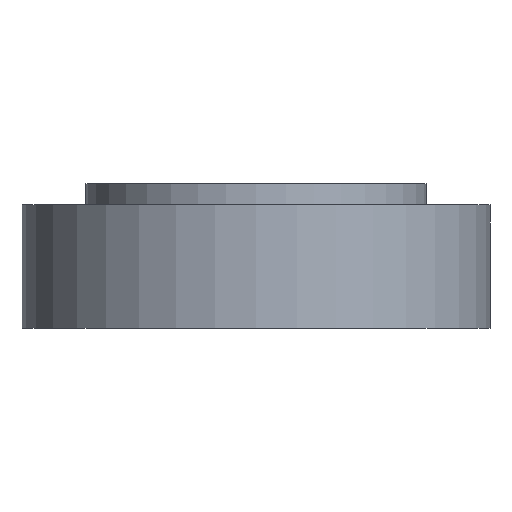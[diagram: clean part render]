
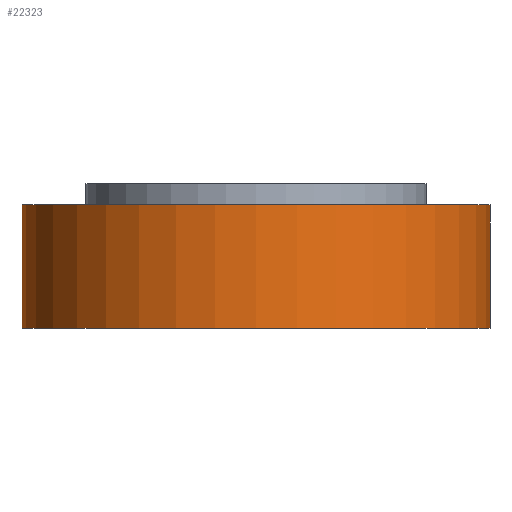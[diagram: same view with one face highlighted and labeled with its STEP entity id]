
A CAD part, front view. The second image highlights one B-rep face of the part: STEP entity #22323.
In plain terms, the highlighted cylindrical face has radius 44 mm (diameter 88 mm), a full revolution.
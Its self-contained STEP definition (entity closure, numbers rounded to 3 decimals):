
#2294=FACE_OUTER_BOUND('',#3764,.T.);
#3764=EDGE_LOOP('',(#19865,#19866,#19867,#19868));
#4929=LINE('',#41004,#6082);
#6082=VECTOR('',#34155,44.);
#8130=CIRCLE('',#26030,44.);
#8131=CIRCLE('',#26031,44.);
#10265=VERTEX_POINT('',#41001);
#10266=VERTEX_POINT('',#41003);
#13468=EDGE_CURVE('',#10265,#10265,#8130,.T.);
#13469=EDGE_CURVE('',#10265,#10266,#4929,.T.);
#13470=EDGE_CURVE('',#10266,#10266,#8131,.T.);
#19865=ORIENTED_EDGE('',*,*,#13468,.F.);
#19866=ORIENTED_EDGE('',*,*,#13469,.T.);
#19867=ORIENTED_EDGE('',*,*,#13470,.T.);
#19868=ORIENTED_EDGE('',*,*,#13469,.F.);
#20898=CYLINDRICAL_SURFACE('',#26029,44.);
#22323=ADVANCED_FACE('',(#2294),#20898,.T.);
#26029=AXIS2_PLACEMENT_3D('',#41000,#34151,#34152);
#26030=AXIS2_PLACEMENT_3D('',#41002,#34153,#34154);
#26031=AXIS2_PLACEMENT_3D('',#41005,#34156,#34157);
#34151=DIRECTION('center_axis',(0.,0.,1.));
#34152=DIRECTION('ref_axis',(1.,0.,0.));
#34153=DIRECTION('center_axis',(0.,0.,1.));
#34154=DIRECTION('ref_axis',(1.,0.,0.));
#34155=DIRECTION('',(0.,0.,-1.));
#34156=DIRECTION('center_axis',(0.,0.,1.));
#34157=DIRECTION('ref_axis',(1.,0.,0.));
#41000=CARTESIAN_POINT('Origin',(0.,0.,0.));
#41001=CARTESIAN_POINT('',(-44.,0.,23.2));
#41002=CARTESIAN_POINT('Origin',(0.,0.,23.2));
#41003=CARTESIAN_POINT('',(-44.,0.,0.));
#41004=CARTESIAN_POINT('',(-44.,0.,0.));
#41005=CARTESIAN_POINT('Origin',(0.,0.,0.));
